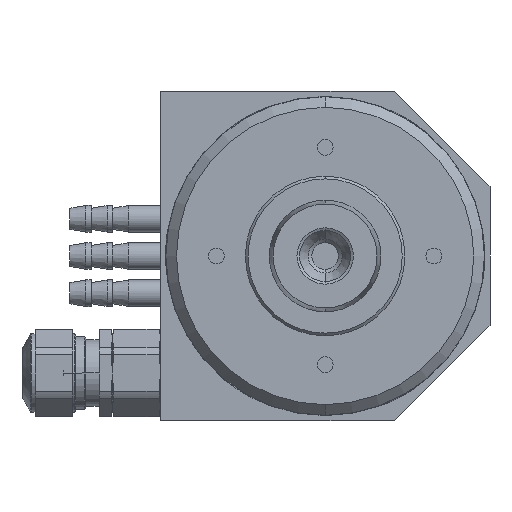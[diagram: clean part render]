
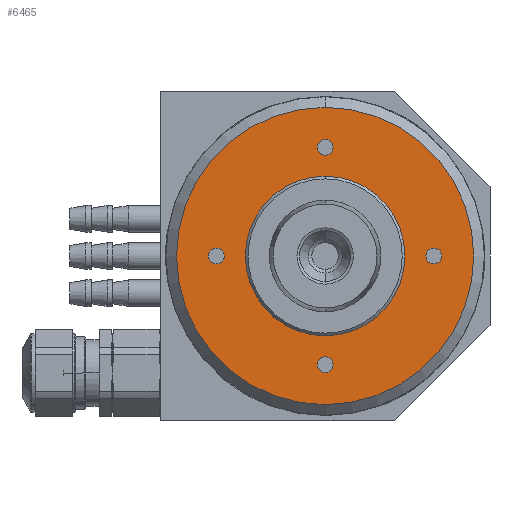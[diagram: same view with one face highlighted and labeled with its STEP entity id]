
A CAD part, left-side view. The second image highlights one B-rep face of the part: STEP entity #6465.
In plain terms, the highlighted planar face has unit normal (-1, 0, 0).
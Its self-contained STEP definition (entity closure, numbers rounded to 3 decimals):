
#36 = CARTESIAN_POINT ( 'NONE',  ( -3.5, 0., 15. ) ) ;
#44 = CARTESIAN_POINT ( 'NONE',  ( -3.5, 20.45, 1.5 ) ) ;
#76 = DIRECTION ( 'NONE',  ( 0., 0., 1. ) ) ;
#142 = CARTESIAN_POINT ( 'NONE',  ( -3.5, 0., 27.95 ) ) ;
#145 = DIRECTION ( 'NONE',  ( -1., 0., 0. ) ) ;
#151 = CARTESIAN_POINT ( 'NONE',  ( -3.5, 0., -15. ) ) ;
#278 = CARTESIAN_POINT ( 'NONE',  ( -3.5, -20.45, 0. ) ) ;
#291 = CARTESIAN_POINT ( 'NONE',  ( -3.5, -20.45, 1.5 ) ) ;
#305 = CARTESIAN_POINT ( 'NONE',  ( -3.5, -20.45, -1.5 ) ) ;
#343 = DIRECTION ( 'NONE',  ( 0., 0., 1. ) ) ;
#345 = DIRECTION ( 'NONE',  ( 0., 0., -1. ) ) ;
#410 = DIRECTION ( 'NONE',  ( -1., 0., 0. ) ) ;
#503 = CARTESIAN_POINT ( 'NONE',  ( -3.5, 0., 18.95 ) ) ;
#541 = CARTESIAN_POINT ( 'NONE',  ( -3.5, 20.45, -1.5 ) ) ;
#593 = CARTESIAN_POINT ( 'NONE',  ( -3.5, 0., -18.95 ) ) ;
#595 = DIRECTION ( 'NONE',  ( -1., 0., 0. ) ) ;
#613 = CARTESIAN_POINT ( 'NONE',  ( -3.5, 0., 0. ) ) ;
#638 = CARTESIAN_POINT ( 'NONE',  ( -3.5, 0., -21.95 ) ) ;
#707 = CARTESIAN_POINT ( 'NONE',  ( -3.5, 20.45, 0. ) ) ;
#725 = CARTESIAN_POINT ( 'NONE',  ( -3.5, 0., 21.95 ) ) ;
#840 = CARTESIAN_POINT ( 'NONE',  ( -3.5, 0., -27.95 ) ) ;
#856 = EDGE_CURVE ( 'NONE', #4166, #4269, #4014, .T. ) ;
#858 = EDGE_CURVE ( 'NONE', #4268, #4267, #4017, .T. ) ;
#859 = EDGE_CURVE ( 'NONE', #1662, #3370, #4016, .T. ) ;
#1135 = EDGE_CURVE ( 'NONE', #4285, #4277, #4039, .T. ) ;
#1136 = EDGE_CURVE ( 'NONE', #4265, #1613, #4041, .T. ) ;
#1140 = EDGE_CURVE ( 'NONE', #4277, #4285, #4043, .T. ) ;
#1142 = EDGE_CURVE ( 'NONE', #1655, #1653, #4046, .T. ) ;
#1143 = EDGE_CURVE ( 'NONE', #1653, #1655, #4049, .T. ) ;
#1239 = EDGE_CURVE ( 'NONE', #4267, #4268, #3991, .T. ) ;
#1247 = EDGE_CURVE ( 'NONE', #1613, #4265, #3869, .T. ) ;
#1250 = EDGE_CURVE ( 'NONE', #4269, #4166, #3872, .T. ) ;
#1265 = EDGE_CURVE ( 'NONE', #3370, #1662, #3888, .T. ) ;
#1431 = ORIENTED_EDGE ( 'NONE', *, *, #1142, .F. ) ;
#1503 = ORIENTED_EDGE ( 'NONE', *, *, #859, .F. ) ;
#1504 = ORIENTED_EDGE ( 'NONE', *, *, #1250, .T. ) ;
#1505 = ORIENTED_EDGE ( 'NONE', *, *, #856, .T. ) ;
#1507 = ORIENTED_EDGE ( 'NONE', *, *, #1140, .F. ) ;
#1509 = ORIENTED_EDGE ( 'NONE', *, *, #1239, .T. ) ;
#1510 = ORIENTED_EDGE ( 'NONE', *, *, #858, .T. ) ;
#1567 = ORIENTED_EDGE ( 'NONE', *, *, #1143, .F. ) ;
#1568 = ORIENTED_EDGE ( 'NONE', *, *, #1265, .F. ) ;
#1613 = VERTEX_POINT ( 'NONE', #541 ) ;
#1638 = ORIENTED_EDGE ( 'NONE', *, *, #1136, .F. ) ;
#1639 = ORIENTED_EDGE ( 'NONE', *, *, #1247, .F. ) ;
#1640 = ORIENTED_EDGE ( 'NONE', *, *, #1135, .F. ) ;
#1653 = VERTEX_POINT ( 'NONE', #638 ) ;
#1655 = VERTEX_POINT ( 'NONE', #593 ) ;
#1662 = VERTEX_POINT ( 'NONE', #291 ) ;
#1739 = CARTESIAN_POINT ( 'NONE',  ( -3.5, 20.45, 0. ) ) ;
#1755 = DIRECTION ( 'NONE',  ( -1., 0., 0. ) ) ;
#1765 = DIRECTION ( 'NONE',  ( -1., 0., 0. ) ) ;
#1774 = CARTESIAN_POINT ( 'NONE',  ( -3.5, 0., 20.45 ) ) ;
#1825 = DIRECTION ( 'NONE',  ( 0., 0., 1. ) ) ;
#1844 = DIRECTION ( 'NONE',  ( 0., 0., 1. ) ) ;
#1850 = DIRECTION ( 'NONE',  ( 0., 0., 1. ) ) ;
#1894 = DIRECTION ( 'NONE',  ( 0., 0., 1. ) ) ;
#1909 = CARTESIAN_POINT ( 'NONE',  ( -3.5, 0., 20.45 ) ) ;
#1925 = DIRECTION ( 'NONE',  ( -1., 0., 0. ) ) ;
#1941 = CARTESIAN_POINT ( 'NONE',  ( -3.5, 0., -20.45 ) ) ;
#1975 = DIRECTION ( 'NONE',  ( 0., 0., 1. ) ) ;
#1988 = DIRECTION ( 'NONE',  ( -1., 0., 0. ) ) ;
#2138 = DIRECTION ( 'NONE',  ( -1., 0., 0. ) ) ;
#2195 = CARTESIAN_POINT ( 'NONE',  ( -3.5, 0., -20.45 ) ) ;
#2636 = DIRECTION ( 'NONE',  ( 1., 0., 0. ) ) ;
#2637 = CARTESIAN_POINT ( 'NONE',  ( -3.5, 0., 0. ) ) ;
#2638 = DIRECTION ( 'NONE',  ( 0., 0., -1. ) ) ;
#3370 = VERTEX_POINT ( 'NONE', #305 ) ;
#3869 = CIRCLE ( 'NONE', #4596, 1.5 ) ;
#3872 = CIRCLE ( 'NONE', #4635, 27.95 ) ;
#3888 = CIRCLE ( 'NONE', #5137, 1.5 ) ;
#3991 = CIRCLE ( 'NONE', #4494, 15. ) ;
#4014 = CIRCLE ( 'NONE', #4640, 27.95 ) ;
#4016 = CIRCLE ( 'NONE', #4643, 1.5 ) ;
#4017 = CIRCLE ( 'NONE', #4644, 15. ) ;
#4039 = CIRCLE ( 'NONE', #4664, 1.5 ) ;
#4041 = CIRCLE ( 'NONE', #4665, 1.5 ) ;
#4043 = CIRCLE ( 'NONE', #4674, 1.5 ) ;
#4046 = CIRCLE ( 'NONE', #4678, 1.5 ) ;
#4049 = CIRCLE ( 'NONE', #4677, 1.5 ) ;
#4166 = VERTEX_POINT ( 'NONE', #840 ) ;
#4265 = VERTEX_POINT ( 'NONE', #44 ) ;
#4267 = VERTEX_POINT ( 'NONE', #36 ) ;
#4268 = VERTEX_POINT ( 'NONE', #151 ) ;
#4269 = VERTEX_POINT ( 'NONE', #142 ) ;
#4277 = VERTEX_POINT ( 'NONE', #725 ) ;
#4285 = VERTEX_POINT ( 'NONE', #503 ) ;
#4494 = AXIS2_PLACEMENT_3D ( 'NONE', #2637, #2636, #2638 ) ;
#4596 = AXIS2_PLACEMENT_3D ( 'NONE', #707, #595, #76 ) ;
#4635 = AXIS2_PLACEMENT_3D ( 'NONE', #613, #410, #345 ) ;
#4640 = AXIS2_PLACEMENT_3D ( 'NONE', #6617, #6612, #6618 ) ;
#4643 = AXIS2_PLACEMENT_3D ( 'NONE', #6580, #6599, #6561 ) ;
#4644 = AXIS2_PLACEMENT_3D ( 'NONE', #6605, #6573, #6575 ) ;
#4664 = AXIS2_PLACEMENT_3D ( 'NONE', #1774, #1988, #1894 ) ;
#4665 = AXIS2_PLACEMENT_3D ( 'NONE', #1739, #1755, #1975 ) ;
#4674 = AXIS2_PLACEMENT_3D ( 'NONE', #1909, #1765, #1825 ) ;
#4677 = AXIS2_PLACEMENT_3D ( 'NONE', #2195, #2138, #1850 ) ;
#4678 = AXIS2_PLACEMENT_3D ( 'NONE', #1941, #1925, #1844 ) ;
#4843 = AXIS2_PLACEMENT_3D ( 'NONE', #5723, #5781, #5712 ) ;
#5137 = AXIS2_PLACEMENT_3D ( 'NONE', #278, #145, #343 ) ;
#5710 = PLANE ( 'NONE',  #4843 ) ;
#5712 = DIRECTION ( 'NONE',  ( 0., 0., -1. ) ) ;
#5723 = CARTESIAN_POINT ( 'NONE',  ( -3.5, 14.5, 0. ) ) ;
#5781 = DIRECTION ( 'NONE',  ( 1., 0., 0. ) ) ;
#6465 = ADVANCED_FACE ( 'NONE', ( #6948, #6956, #6954, #6953, #6949, #6957 ), #5710, .F. ) ;
#6561 = DIRECTION ( 'NONE',  ( 0., 0., 1. ) ) ;
#6573 = DIRECTION ( 'NONE',  ( 1., 0., 0. ) ) ;
#6575 = DIRECTION ( 'NONE',  ( 0., 0., -1. ) ) ;
#6580 = CARTESIAN_POINT ( 'NONE',  ( -3.5, -20.45, 0. ) ) ;
#6599 = DIRECTION ( 'NONE',  ( -1., 0., 0. ) ) ;
#6605 = CARTESIAN_POINT ( 'NONE',  ( -3.5, 0., 0. ) ) ;
#6612 = DIRECTION ( 'NONE',  ( -1., 0., 0. ) ) ;
#6617 = CARTESIAN_POINT ( 'NONE',  ( -3.5, 0., 0. ) ) ;
#6618 = DIRECTION ( 'NONE',  ( 0., 0., -1. ) ) ;
#6948 = FACE_BOUND ( 'NONE', #7258, .T. ) ;
#6949 = FACE_BOUND ( 'NONE', #7274, .T. ) ;
#6953 = FACE_BOUND ( 'NONE', #7219, .T. ) ;
#6954 = FACE_BOUND ( 'NONE', #7234, .T. ) ;
#6956 = FACE_OUTER_BOUND ( 'NONE', #7223, .T. ) ;
#6957 = FACE_BOUND ( 'NONE', #7275, .T. ) ;
#7219 = EDGE_LOOP ( 'NONE', ( #1638, #1639 ) ) ;
#7223 = EDGE_LOOP ( 'NONE', ( #1505, #1504 ) ) ;
#7234 = EDGE_LOOP ( 'NONE', ( #1503, #1568 ) ) ;
#7258 = EDGE_LOOP ( 'NONE', ( #1509, #1510 ) ) ;
#7274 = EDGE_LOOP ( 'NONE', ( #1507, #1640 ) ) ;
#7275 = EDGE_LOOP ( 'NONE', ( #1431, #1567 ) ) ;
